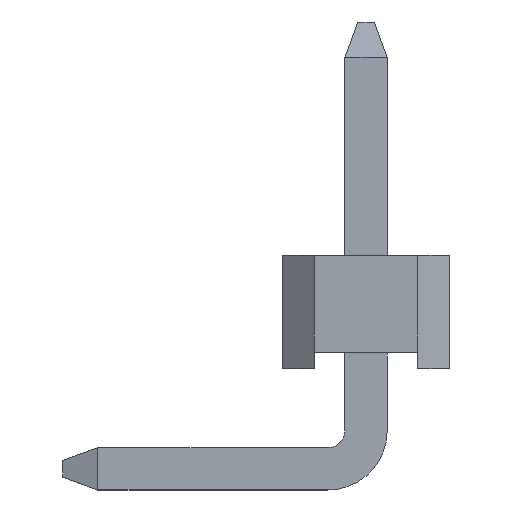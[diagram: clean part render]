
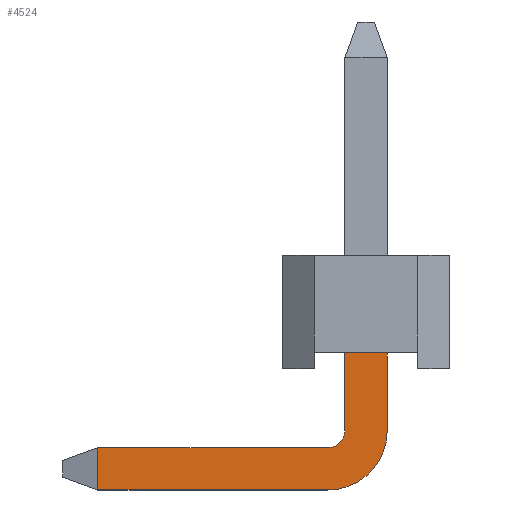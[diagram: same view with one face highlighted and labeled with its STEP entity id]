
A CAD part, left-side view. The second image highlights one B-rep face of the part: STEP entity #4524.
In plain terms, the highlighted planar face has unit normal (-1, 0, 0).
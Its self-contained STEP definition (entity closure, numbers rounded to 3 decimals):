
#136=CIRCLE('',#4866,0.3);
#137=CIRCLE('',#4867,0.25);
#138=CIRCLE('',#4868,0.89);
#139=CIRCLE('',#4869,0.3);
#262=FACE_OUTER_BOUND('',#521,.T.);
#521=EDGE_LOOP('',(#3447,#3448,#3449,#3450,#3451,#3452,#3453,#3454,#3455,
#3456));
#928=LINE('',#6884,#1504);
#934=LINE('',#6909,#1510);
#935=LINE('',#6911,#1511);
#936=LINE('',#6913,#1512);
#937=LINE('',#6917,#1513);
#938=LINE('',#6920,#1514);
#1504=VECTOR('',#5622,1.);
#1510=VECTOR('',#5644,1.);
#1511=VECTOR('',#5645,1.);
#1512=VECTOR('',#5646,1.);
#1513=VECTOR('',#5649,1.);
#1514=VECTOR('',#5652,10.);
#2023=VERTEX_POINT('',#6878);
#2025=VERTEX_POINT('',#6882);
#2034=VERTEX_POINT('',#6904);
#2035=VERTEX_POINT('',#6906);
#2036=VERTEX_POINT('',#6908);
#2037=VERTEX_POINT('',#6910);
#2038=VERTEX_POINT('',#6912);
#2039=VERTEX_POINT('',#6914);
#2040=VERTEX_POINT('',#6916);
#2041=VERTEX_POINT('',#6918);
#2543=EDGE_CURVE('',#2025,#2023,#928,.T.);
#2553=EDGE_CURVE('',#2023,#2034,#136,.T.);
#2554=EDGE_CURVE('',#2025,#2035,#137,.T.);
#2555=EDGE_CURVE('',#2036,#2035,#934,.T.);
#2556=EDGE_CURVE('',#2037,#2036,#935,.T.);
#2557=EDGE_CURVE('',#2038,#2037,#936,.T.);
#2558=EDGE_CURVE('',#2038,#2039,#138,.T.);
#2559=EDGE_CURVE('',#2040,#2039,#937,.T.);
#2560=EDGE_CURVE('',#2041,#2040,#139,.T.);
#2561=EDGE_CURVE('',#2034,#2041,#938,.T.);
#3447=ORIENTED_EDGE('',*,*,#2553,.F.);
#3448=ORIENTED_EDGE('',*,*,#2543,.F.);
#3449=ORIENTED_EDGE('',*,*,#2554,.T.);
#3450=ORIENTED_EDGE('',*,*,#2555,.F.);
#3451=ORIENTED_EDGE('',*,*,#2556,.F.);
#3452=ORIENTED_EDGE('',*,*,#2557,.F.);
#3453=ORIENTED_EDGE('',*,*,#2558,.T.);
#3454=ORIENTED_EDGE('',*,*,#2559,.F.);
#3455=ORIENTED_EDGE('',*,*,#2560,.F.);
#3456=ORIENTED_EDGE('',*,*,#2561,.F.);
#4281=PLANE('',#4865);
#4524=ADVANCED_FACE('',(#262),#4281,.T.);
#4865=AXIS2_PLACEMENT_3D('',#6903,#5638,#5639);
#4866=AXIS2_PLACEMENT_3D('',#6905,#5640,#5641);
#4867=AXIS2_PLACEMENT_3D('',#6907,#5642,#5643);
#4868=AXIS2_PLACEMENT_3D('',#6915,#5647,#5648);
#4869=AXIS2_PLACEMENT_3D('',#6919,#5650,#5651);
#5622=DIRECTION('',(0.,0.,1.));
#5638=DIRECTION('center_axis',(-1.,0.,0.));
#5639=DIRECTION('ref_axis',(0.,1.,0.));
#5640=DIRECTION('center_axis',(-1.,0.,0.));
#5641=DIRECTION('ref_axis',(0.,0.,1.));
#5642=DIRECTION('center_axis',(1.,0.,0.));
#5643=DIRECTION('ref_axis',(0.,0.,1.));
#5644=DIRECTION('',(0.,-1.,0.));
#5645=DIRECTION('',(0.,0.,1.));
#5646=DIRECTION('',(0.,1.,0.));
#5647=DIRECTION('center_axis',(-1.,0.,0.));
#5648=DIRECTION('ref_axis',(0.,0.,1.));
#5649=DIRECTION('',(0.,0.,-1.));
#5650=DIRECTION('center_axis',(-1.,0.,0.));
#5651=DIRECTION('ref_axis',(0.,1.,0.));
#5652=DIRECTION('',(0.,-1.,0.));
#6878=CARTESIAN_POINT('',(-31.495,5.416,-0.371));
#6882=CARTESIAN_POINT('',(-31.495,5.416,-1.783));
#6884=CARTESIAN_POINT('',(-31.495,5.416,1.252));
#6903=CARTESIAN_POINT('Origin',(-31.495,4.781,1.252));
#6904=CARTESIAN_POINT('',(-31.495,5.408,-0.317));
#6905=CARTESIAN_POINT('Origin',(-31.495,5.708,-0.3));
#6906=CARTESIAN_POINT('',(-31.495,5.666,-2.033));
#6907=CARTESIAN_POINT('Origin',(-31.495,5.666,-1.783));
#6908=CARTESIAN_POINT('',(-31.495,9.12,-2.033));
#6909=CARTESIAN_POINT('',(-31.495,1.278,-2.033));
#6910=CARTESIAN_POINT('',(-31.495,9.12,-2.668));
#6911=CARTESIAN_POINT('',(-31.495,9.12,-2.668));
#6912=CARTESIAN_POINT('',(-31.495,5.671,-2.668));
#6913=CARTESIAN_POINT('',(-31.495,4.851,-2.668));
#6914=CARTESIAN_POINT('',(-31.495,4.781,-1.778));
#6915=CARTESIAN_POINT('Origin',(-31.495,5.671,-1.778));
#6916=CARTESIAN_POINT('',(-31.495,4.781,-0.371));
#6917=CARTESIAN_POINT('',(-31.495,4.781,-2.321));
#6918=CARTESIAN_POINT('',(-31.495,4.789,-0.317));
#6919=CARTESIAN_POINT('Origin',(-31.495,4.49,-0.3));
#6920=CARTESIAN_POINT('',(-31.495,5.408,-0.317));
